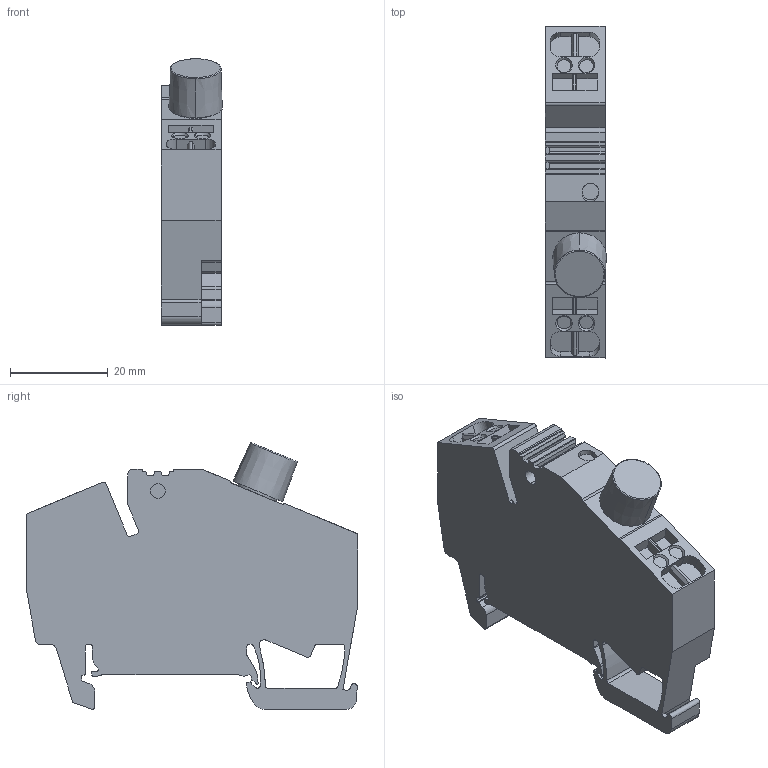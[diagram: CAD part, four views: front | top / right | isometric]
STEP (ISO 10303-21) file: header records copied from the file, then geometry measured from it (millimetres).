
FILE_DESCRIPTION(('CATIA V5R22 STEP214','CAx-IF Rec.Pracs.--- Model Styling and Organization---1.4--- 2014-01-23'),'2;1');
FILE_NAME ('022910-2_0', '2021-04-13T04:55:09+00:00', ('Weidmueller Interface'), ('Weidmueller'), 'CATIA Version 5-6 Release 2016 SP3 HF44', 'CATIA V5 STEP AP214', 'none');
FILE_SCHEMA(('AUTOMOTIVE_DESIGN { 1 0 10303 214 1 1 1 1 }'));
Length unit declared in the file: millimetre
Products named in the file (1): ZSI2.5-2G25_AllCATPart
Bounding box: 12.5 x 67.95 x 54.6 mm (x, y, z)
Volume: 29102.5 mm3; surface area: 10181.4 mm2
Topology: 2 solids, 2 shells, 262 faces, 749 edges, 504 vertices
Faces by surface type: plane 148, cylinder 95, bspline 11, cone 6, torus 2
Entity records: 8642 total; most frequent: CARTESIAN_POINT 1957, ORIENTED_EDGE 1498, DIRECTION 1157, EDGE_CURVE 749, VERTEX_POINT 504, VECTOR 487, LINE 487, AXIS2_PLACEMENT_3D 439
